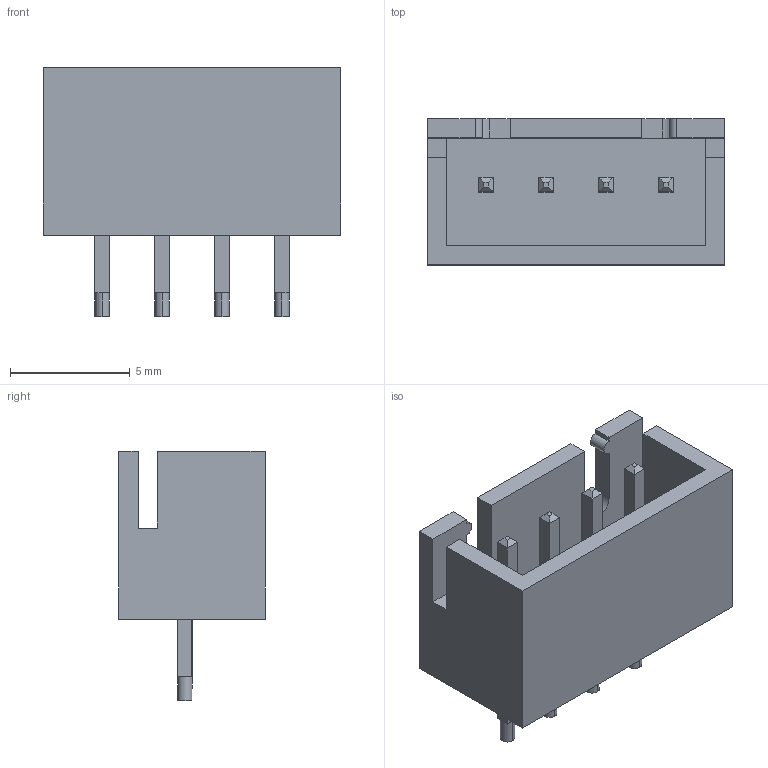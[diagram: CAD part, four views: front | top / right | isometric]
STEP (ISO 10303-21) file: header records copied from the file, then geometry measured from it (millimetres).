
FILE_DESCRIPTION (( 'STEP AP214' ), '1' );
FILE_NAME ('3BA543FE-77AC-41C6-93A9-4C5B6EE6614B.STEP', '2008-12-15T08:27:17', ( 'SysAdmin' ), ( 'SolidWorks' ), 'SwSTEP 2.0', 'SolidWorks 2009', '' );
FILE_SCHEMA (( 'AUTOMOTIVE_DESIGN' ));
Length unit declared in the file: millimetre
Products named in the file (1): 3BA543FE-77AC-41C6-93A9-4C5B6EE6614B
Bounding box: 12.4 x 6.1 x 10.4 mm (x, y, z)
Volume: 228.9 mm3; surface area: 678.2 mm2
Topology: 1 solids, 1 shells, 110 faces, 260 edges, 160 vertices
Faces by surface type: plane 98, cylinder 12
Entity records: 3473 total; most frequent: CARTESIAN_POINT 531, ORIENTED_EDGE 520, DIRECTION 514, EDGE_CURVE 260, VECTOR 228, LINE 228, VERTEX_POINT 160, AXIS2_PLACEMENT_3D 143
